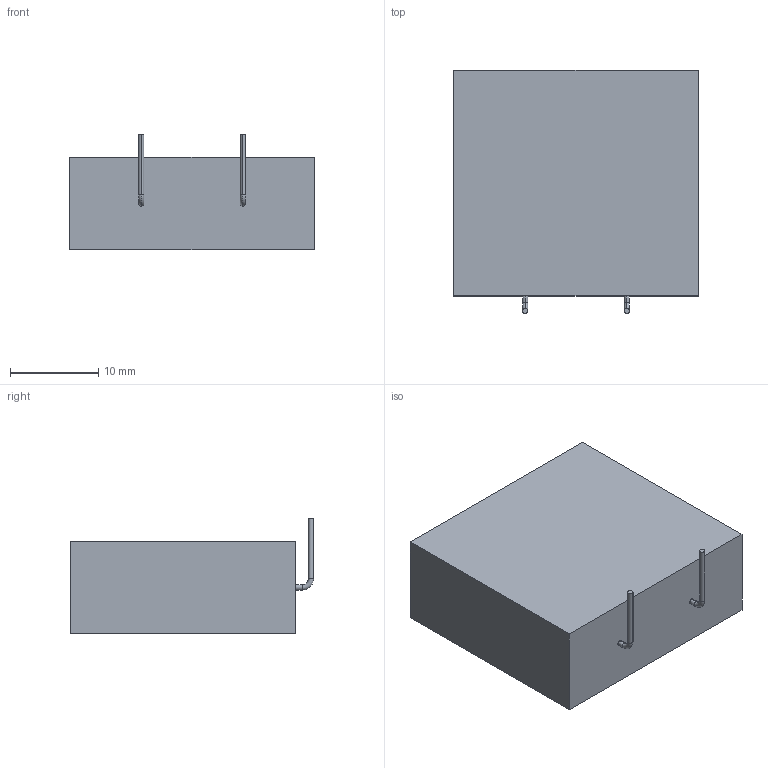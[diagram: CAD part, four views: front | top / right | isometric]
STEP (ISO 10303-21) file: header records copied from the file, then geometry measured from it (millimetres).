
FILE_DESCRIPTION (( 'STEP AP214' ), '1' );
FILE_NAME ('SCMR22J105SRBA0_horizontal.STEP', '2018-10-27T20:06:11', ( '' ), ( '' ), 'SwSTEP 2.0', 'SolidWorks 2016', '' );
FILE_SCHEMA (( 'AUTOMOTIVE_DESIGN' ));
Length unit declared in the file: millimetre
Products named in the file (1): SCMR22J105SRBA0_horizontal
Bounding box: 27.6 x 27.5 x 13.1 mm (x, y, z)
Volume: 7395.1 mm3; surface area: 2557.1 mm2
Topology: 1 solids, 1 shells, 20 faces, 40 edges, 24 vertices
Faces by surface type: cylinder 8, plane 8, torus 4
Entity records: 620 total; most frequent: DIRECTION 102, CARTESIAN_POINT 85, ORIENTED_EDGE 80, AXIS2_PLACEMENT_3D 41, EDGE_CURVE 40, VERTEX_POINT 24, EDGE_LOOP 22, ADVANCED_FACE 20
